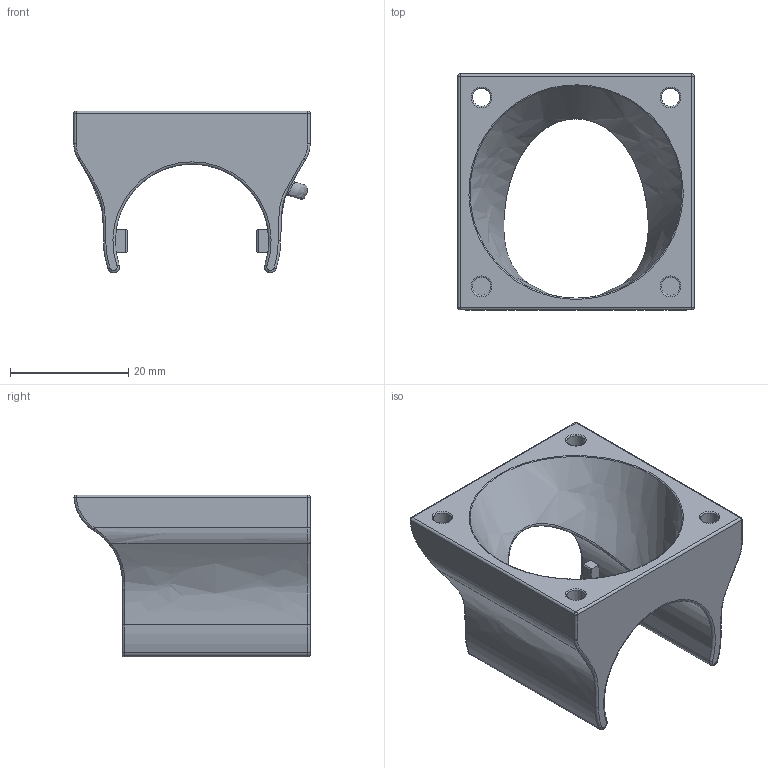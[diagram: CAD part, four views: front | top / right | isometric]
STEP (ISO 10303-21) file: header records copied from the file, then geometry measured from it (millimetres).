
FILE_DESCRIPTION(/* description */ (''),/* implementation_level */ '2;1');
FILE_NAME(/* name */ 'E3D_v5_4040_Fan_Shroud v3.step',/* time_stamp */ '2020-11-28T14:01:22+01:00',/* author */ (''),/* organization */ (''),/* preprocessor_version */ 'ST-DEVELOPER v18.1',/* originating_system */ 'Autodesk Translation Framework v9.3.0.1241',/* authorisation */ '');
FILE_SCHEMA (('AUTOMOTIVE_DESIGN { 1 0 10303 214 3 1 1 }'));
Length unit declared in the file: millimetre
Products named in the file (1): E3D_v5_4040_Fan_Shroud
Bounding box: 40 x 39.99 x 27.42 mm (x, y, z)
Volume: 9759.9 mm3; surface area: 6321.8 mm2
Topology: 1 solids, 1 shells, 90 faces, 210 edges, 124 vertices
Faces by surface type: cylinder 26, bspline 23, torus 19, plane 18, sphere 4
Full cylindrical faces by diameter (mm): 3.1 x4
Entity records: 3994 total; most frequent: CARTESIAN_POINT 1979, ORIENTED_EDGE 420, DIRECTION 402, EDGE_CURVE 210, AXIS2_PLACEMENT_3D 173, VERTEX_POINT 124, EDGE_LOOP 100, CIRCLE 97
